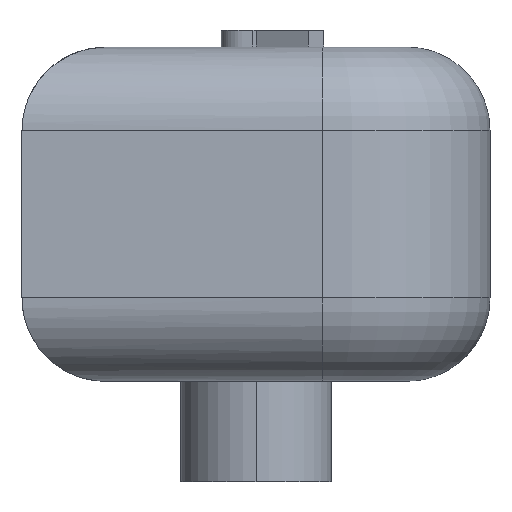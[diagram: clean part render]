
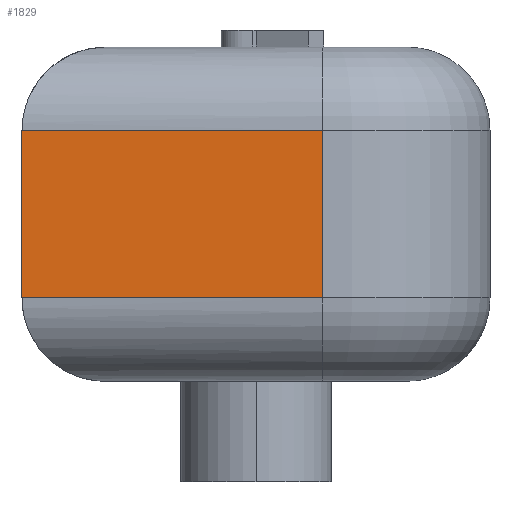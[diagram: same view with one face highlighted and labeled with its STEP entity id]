
A CAD part, left-side view. The second image highlights one B-rep face of the part: STEP entity #1829.
In plain terms, the highlighted planar face has unit normal (-1, 0, 0).
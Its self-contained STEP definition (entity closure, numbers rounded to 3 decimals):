
#79 = DIRECTION ( 'NONE',  ( 0., 0., -1. ) ) ;
#95 = EDGE_CURVE ( 'NONE', #2356, #1592, #911, .T. ) ;
#129 = DIRECTION ( 'NONE',  ( 0., 0., 1. ) ) ;
#278 = CARTESIAN_POINT ( 'NONE',  ( -30., -10., -5. ) ) ;
#381 = VECTOR ( 'NONE', #384, 1000. ) ;
#384 = DIRECTION ( 'NONE',  ( 0., 1., 0. ) ) ;
#486 = ORIENTED_EDGE ( 'NONE', *, *, #2351, .F. ) ;
#758 = ORIENTED_EDGE ( 'NONE', *, *, #1452, .T. ) ;
#815 = PLANE ( 'NONE',  #2222 ) ;
#911 = LINE ( 'NONE', #2352, #1797 ) ;
#992 = ORIENTED_EDGE ( 'NONE', *, *, #95, .T. ) ;
#1048 = VECTOR ( 'NONE', #1052, 1000. ) ;
#1052 = DIRECTION ( 'NONE',  ( 0., -1., 0. ) ) ;
#1059 = DIRECTION ( 'NONE',  ( 0., 0., 1. ) ) ;
#1169 = ORIENTED_EDGE ( 'NONE', *, *, #2100, .T. ) ;
#1211 = CARTESIAN_POINT ( 'NONE',  ( -30., -28., 5. ) ) ;
#1452 = EDGE_CURVE ( 'NONE', #1592, #1497, #1694, .T. ) ;
#1497 = VERTEX_POINT ( 'NONE', #2267 ) ;
#1538 = DIRECTION ( 'NONE',  ( -1., 0., 0. ) ) ;
#1592 = VERTEX_POINT ( 'NONE', #1211 ) ;
#1651 = EDGE_LOOP ( 'NONE', ( #486, #1169, #992, #758 ) ) ;
#1665 = VERTEX_POINT ( 'NONE', #278 ) ;
#1694 = LINE ( 'NONE', #1878, #381 ) ;
#1782 = LINE ( 'NONE', #1921, #2109 ) ;
#1797 = VECTOR ( 'NONE', #129, 1000. ) ;
#1829 = ADVANCED_FACE ( 'NONE', ( #2088 ), #815, .T. ) ;
#1878 = CARTESIAN_POINT ( 'NONE',  ( -30., -10., 5. ) ) ;
#1915 = CARTESIAN_POINT ( 'NONE',  ( -30., -10., -10. ) ) ;
#1921 = CARTESIAN_POINT ( 'NONE',  ( -30., -10., -10. ) ) ;
#1925 = CARTESIAN_POINT ( 'NONE',  ( -30., -10., -5. ) ) ;
#1948 = CARTESIAN_POINT ( 'NONE',  ( -30., -28., -5. ) ) ;
#1952 = LINE ( 'NONE', #1925, #1048 ) ;
#2088 = FACE_OUTER_BOUND ( 'NONE', #1651, .T. ) ;
#2100 = EDGE_CURVE ( 'NONE', #1665, #2356, #1952, .T. ) ;
#2109 = VECTOR ( 'NONE', #1059, 1000. ) ;
#2222 = AXIS2_PLACEMENT_3D ( 'NONE', #1915, #1538, #79 ) ;
#2267 = CARTESIAN_POINT ( 'NONE',  ( -30., -10., 5. ) ) ;
#2351 = EDGE_CURVE ( 'NONE', #1665, #1497, #1782, .T. ) ;
#2352 = CARTESIAN_POINT ( 'NONE',  ( -30., -28., -10. ) ) ;
#2356 = VERTEX_POINT ( 'NONE', #1948 ) ;
